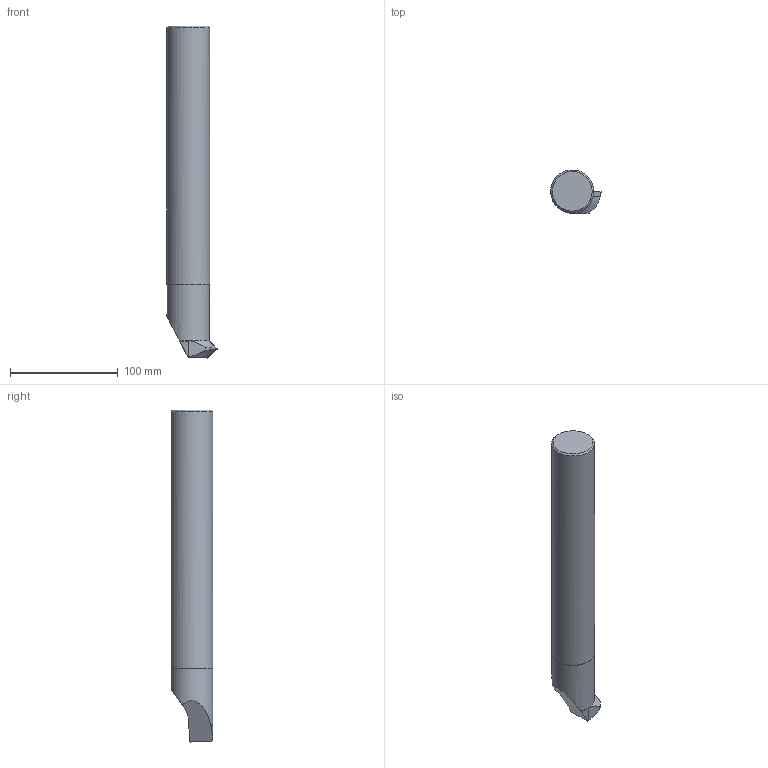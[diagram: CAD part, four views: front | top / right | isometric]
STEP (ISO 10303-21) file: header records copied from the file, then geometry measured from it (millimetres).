
FILE_DESCRIPTION((''),'2;1');
FILE_NAME('70721240_ASM','2018-11-26T13:27:13',('piechottad'),(''),'CREO PARAMETRIC BY PTC INC, 2017380','CREO PARAMETRIC BY PTC INC, 2017380','');
FILE_SCHEMA(('AUTOMOTIVE_DESIGN { 1 0 10303 214 1 1 1 1 }'));
Length unit declared in the file: millimetre
Products named in the file (3): 70721240NC; 70721240C; 70721240_ASM
Assembly tree (2 placements, depth 2):
  70721240_ASM
    70721240NC
    70721240C
Bounding box: 47 x 39 x 308.65 mm (x, y, z)
Volume: 356421.5 mm3; surface area: 39835 mm2
Topology: 2 solids, 2 shells, 39 faces, 110 edges, 75 vertices
Faces by surface type: plane 18, cylinder 11, cone 7, torus 2, bspline 1
Entity records: 3423 total; most frequent: CARTESIAN_POINT 459, DIRECTION 274, PRESENTATION_STYLE_ASSIGNMENT 200, STYLED_ITEM 200, ORIENTED_EDGE 200, PROPERTY_DEFINITION 173, REPRESENTATION 171, PROPERTY_DEFINITION_REPRESENTATION 171
